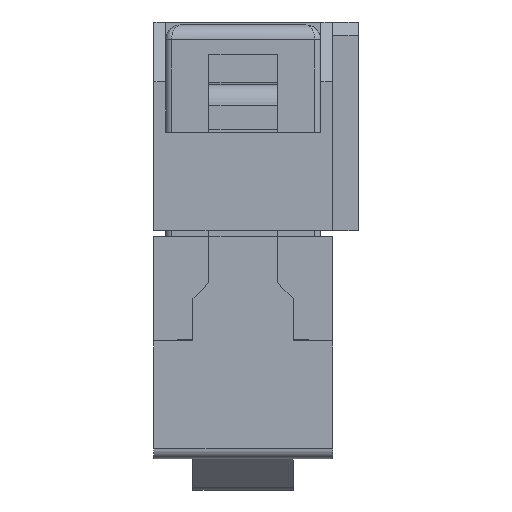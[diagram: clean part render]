
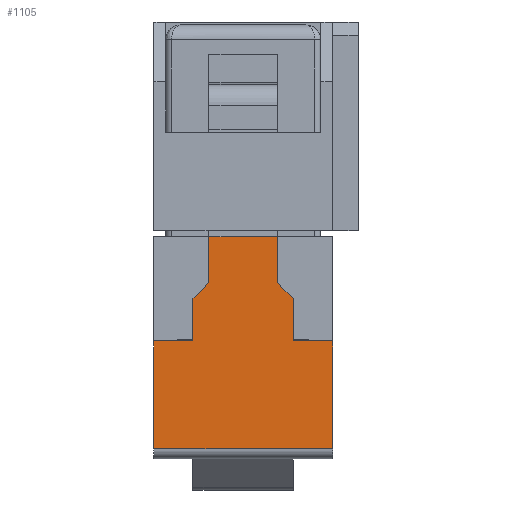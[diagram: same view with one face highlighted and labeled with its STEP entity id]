
A CAD part, left-side view. The second image highlights one B-rep face of the part: STEP entity #1105.
In plain terms, the highlighted planar face has unit normal (-1, 0, 0).
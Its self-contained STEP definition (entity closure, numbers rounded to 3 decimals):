
#1105 = ADVANCED_FACE( '', ( #2255 ), #2256, .T. );
#2255 = FACE_OUTER_BOUND( '', #3747, .T. );
#2256 = PLANE( '', #3748 );
#3747 = EDGE_LOOP( '', ( #6959, #6960, #6961, #6962, #6963, #6964, #6965, #6966, #6967, #6968, #6969, #6970 ) );
#3748 = AXIS2_PLACEMENT_3D( '', #6971, #6972, #6973 );
#6959 = ORIENTED_EDGE( '', *, *, #9429, .T. );
#6960 = ORIENTED_EDGE( '', *, *, #9430, .T. );
#6961 = ORIENTED_EDGE( '', *, *, #8615, .T. );
#6962 = ORIENTED_EDGE( '', *, *, #8443, .T. );
#6963 = ORIENTED_EDGE( '', *, *, #9371, .T. );
#6964 = ORIENTED_EDGE( '', *, *, #8789, .F. );
#6965 = ORIENTED_EDGE( '', *, *, #8245, .T. );
#6966 = ORIENTED_EDGE( '', *, *, #8441, .T. );
#6967 = ORIENTED_EDGE( '', *, *, #8937, .T. );
#6968 = ORIENTED_EDGE( '', *, *, #9431, .T. );
#6969 = ORIENTED_EDGE( '', *, *, #9432, .T. );
#6970 = ORIENTED_EDGE( '', *, *, #9433, .F. );
#6971 = CARTESIAN_POINT( '', ( -6.15, -3., 0. ) );
#6972 = DIRECTION( '', ( -1., 0., 0. ) );
#6973 = DIRECTION( '', ( 0., 0., 1. ) );
#8245 = EDGE_CURVE( '', #9838, #9836, #9839, .T. );
#8441 = EDGE_CURVE( '', #9836, #10182, #10184, .T. );
#8443 = EDGE_CURVE( '', #10178, #10185, #10187, .T. );
#8615 = EDGE_CURVE( '', #10476, #10178, #10477, .T. );
#8789 = EDGE_CURVE( '', #9838, #10749, #10753, .T. );
#8937 = EDGE_CURVE( '', #10182, #10977, #10979, .T. );
#9371 = EDGE_CURVE( '', #10185, #10749, #11556, .T. );
#9429 = EDGE_CURVE( '', #11625, #11626, #11627, .T. );
#9430 = EDGE_CURVE( '', #11626, #10476, #11628, .F. );
#9431 = EDGE_CURVE( '', #10977, #11629, #11630, .F. );
#9432 = EDGE_CURVE( '', #11629, #11631, #11632, .T. );
#9433 = EDGE_CURVE( '', #11625, #11631, #11633, .T. );
#9836 = VERTEX_POINT( '', #12156 );
#9838 = VERTEX_POINT( '', #12159 );
#9839 = LINE( '', #12160, #12161 );
#10178 = VERTEX_POINT( '', #12687 );
#10182 = VERTEX_POINT( '', #12693 );
#10184 = LINE( '', #12696, #12697 );
#10185 = VERTEX_POINT( '', #12698 );
#10187 = LINE( '', #12701, #12702 );
#10476 = VERTEX_POINT( '', #13126 );
#10477 = LINE( '', #13127, #13128 );
#10749 = VERTEX_POINT( '', #13513 );
#10753 = LINE( '', #13518, #13519 );
#10977 = VERTEX_POINT( '', #13877 );
#10979 = LINE( '', #13880, #13881 );
#11556 = LINE( '', #14880, #14881 );
#11625 = VERTEX_POINT( '', #14984 );
#11626 = VERTEX_POINT( '', #14985 );
#11627 = LINE( '', #14986, #14987 );
#11628 = LINE( '', #14988, #14989 );
#11629 = VERTEX_POINT( '', #14990 );
#11630 = LINE( '', #14991, #14992 );
#11631 = VERTEX_POINT( '', #14993 );
#11632 = LINE( '', #14994, #14995 );
#11633 = LINE( '', #14996, #14997 );
#12156 = CARTESIAN_POINT( '', ( -6.15, -3., 3.55 ) );
#12159 = CARTESIAN_POINT( '', ( -6.15, -3., -0.07 ) );
#12160 = CARTESIAN_POINT( '', ( -6.15, -3., 0. ) );
#12161 = VECTOR( '', #15440, 1000. );
#12687 = CARTESIAN_POINT( '', ( -6.15, 1.685, 3.55 ) );
#12693 = CARTESIAN_POINT( '', ( -6.15, -1.685, 3.55 ) );
#12696 = CARTESIAN_POINT( '', ( -6.15, -3., 3.55 ) );
#12697 = VECTOR( '', #15629, 1000. );
#12698 = CARTESIAN_POINT( '', ( -6.15, 3., 3.55 ) );
#12701 = CARTESIAN_POINT( '', ( -6.15, -3., 3.55 ) );
#12702 = VECTOR( '', #15631, 1000. );
#13126 = CARTESIAN_POINT( '', ( -6.15, 1.685, 4.965 ) );
#13127 = CARTESIAN_POINT( '', ( -6.15, 1.685, 5.5 ) );
#13128 = VECTOR( '', #15795, 1000. );
#13513 = CARTESIAN_POINT( '', ( -6.15, 3., -0.07 ) );
#13518 = CARTESIAN_POINT( '', ( -6.15, -3., -0.07 ) );
#13519 = VECTOR( '', #15985, 1000. );
#13877 = CARTESIAN_POINT( '', ( -6.15, -1.685, 4.965 ) );
#13880 = CARTESIAN_POINT( '', ( -6.15, -1.685, 3.55 ) );
#13881 = VECTOR( '', #16141, 1000. );
#14880 = CARTESIAN_POINT( '', ( -6.15, 3., 3.55 ) );
#14881 = VECTOR( '', #16508, 1000. );
#14984 = CARTESIAN_POINT( '', ( -6.15, 1.15, 7.05 ) );
#14985 = CARTESIAN_POINT( '', ( -6.15, 1.15, 5.5 ) );
#14986 = CARTESIAN_POINT( '', ( -6.15, 1.15, 6.95 ) );
#14987 = VECTOR( '', #16546, 1000. );
#14988 = CARTESIAN_POINT( '', ( -6.15, 1.825, 4.825 ) );
#14989 = VECTOR( '', #16547, 1000. );
#14990 = CARTESIAN_POINT( '', ( -6.15, -1.15, 5.5 ) );
#14991 = CARTESIAN_POINT( '', ( -6.15, -4.825, 1.825 ) );
#14992 = VECTOR( '', #16548, 1000. );
#14993 = CARTESIAN_POINT( '', ( -6.15, -1.15, 7.05 ) );
#14994 = CARTESIAN_POINT( '', ( -6.15, -1.15, 5.5 ) );
#14995 = VECTOR( '', #16549, 1000. );
#14996 = CARTESIAN_POINT( '', ( -6.15, 1.15, 7.05 ) );
#14997 = VECTOR( '', #16550, 1000. );
#15440 = DIRECTION( '', ( 0., 0., 1. ) );
#15629 = DIRECTION( '', ( 0., 1., 0. ) );
#15631 = DIRECTION( '', ( 0., 1., 0. ) );
#15795 = DIRECTION( '', ( 0., 0., -1. ) );
#15985 = DIRECTION( '', ( 0., 1., 0. ) );
#16141 = DIRECTION( '', ( 0., 0., 1. ) );
#16508 = DIRECTION( '', ( 0., 0., -1. ) );
#16546 = DIRECTION( '', ( 0., 0., -1. ) );
#16547 = DIRECTION( '', ( 0., -0.707, 0.707 ) );
#16548 = DIRECTION( '', ( 0., -0.707, -0.707 ) );
#16549 = DIRECTION( '', ( 0., 0., 1. ) );
#16550 = DIRECTION( '', ( 0., -1., 0. ) );
